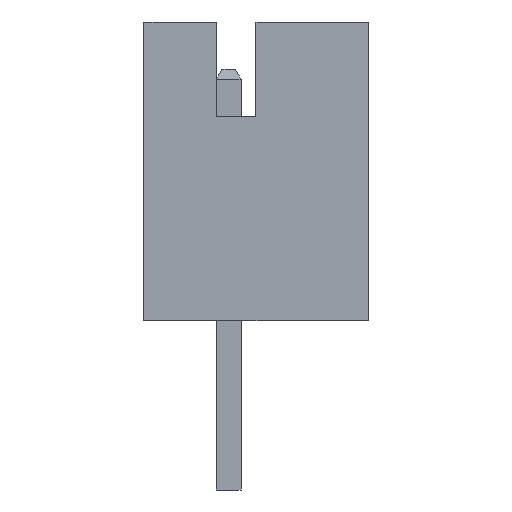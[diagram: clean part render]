
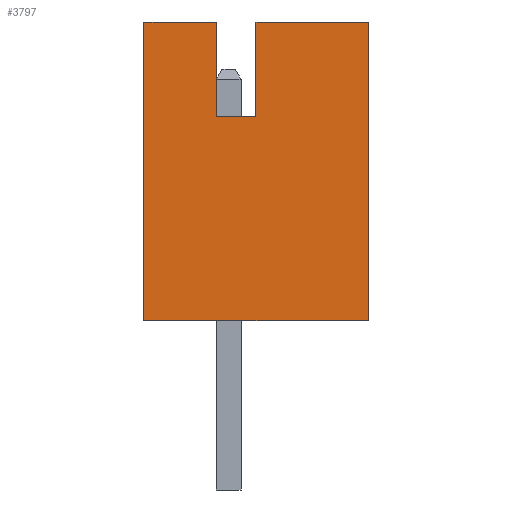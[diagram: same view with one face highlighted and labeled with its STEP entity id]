
A CAD part, left-side view. The second image highlights one B-rep face of the part: STEP entity #3797.
In plain terms, the highlighted planar face has unit normal (-1, 0, 0).
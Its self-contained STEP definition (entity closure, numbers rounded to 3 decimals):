
#3074=CARTESIAN_POINT('',(-11.95,-2.8,-0.0));
#3075=VERTEX_POINT('',#3074);
#3092=CARTESIAN_POINT('',(-11.95,-2.8,6.0));
#3093=VERTEX_POINT('',#3092);
#3100=CARTESIAN_POINT('',(-11.95,-2.8,3.0));
#3101=DIRECTION('',(0.0,-0.0,1.0));
#3102=VECTOR('',#3101,1.0);
#3103=LINE('',#3100,#3102);
#3104=EDGE_CURVE('n� 885',#3075,#3093,#3103,.T.);
#3468=CARTESIAN_POINT('',(-11.95,0.25,6.0));
#3469=VERTEX_POINT('',#3468);
#3476=CARTESIAN_POINT('',(-11.95,0.25,4.1));
#3477=VERTEX_POINT('',#3476);
#3478=CARTESIAN_POINT('',(-11.95,0.25,3.0));
#3479=DIRECTION('',(0.0,-0.0,1.0));
#3480=VECTOR('',#3479,1.0);
#3481=LINE('',#3478,#3480);
#3482=EDGE_CURVE('n� 881',#3477,#3469,#3481,.T.);
#3625=CARTESIAN_POINT('',(-11.95,-0.55,6.0));
#3626=VERTEX_POINT('',#3625);
#3633=CARTESIAN_POINT('',(-11.95,-0.55,6.0));
#3634=DIRECTION('',(0.0,1.0,0.0));
#3635=VECTOR('',#3634,1.0);
#3636=LINE('',#3633,#3635);
#3637=EDGE_CURVE('n� 884',#3093,#3626,#3636,.T.);
#3663=CARTESIAN_POINT('',(-11.95,-0.55,4.1));
#3664=VERTEX_POINT('',#3663);
#3671=CARTESIAN_POINT('',(-11.95,-0.55,3.0));
#3672=DIRECTION('',(-0.0,0.0,-1.0));
#3673=VECTOR('',#3672,1.0);
#3674=LINE('',#3671,#3673);
#3675=EDGE_CURVE('n� 883',#3626,#3664,#3674,.T.);
#3693=CARTESIAN_POINT('',(-11.95,-0.55,4.1));
#3694=DIRECTION('',(0.0,1.0,0.0));
#3695=VECTOR('',#3694,1.0);
#3696=LINE('',#3693,#3695);
#3697=EDGE_CURVE('n� 882',#3664,#3477,#3696,.T.);
#3740=CARTESIAN_POINT('',(-11.95,1.7,6.0));
#3741=VERTEX_POINT('',#3740);
#3748=CARTESIAN_POINT('',(-11.95,-0.55,6.0));
#3749=DIRECTION('',(0.0,1.0,0.0));
#3750=VECTOR('',#3749,1.0);
#3751=LINE('',#3748,#3750);
#3752=EDGE_CURVE('n� 880',#3469,#3741,#3751,.T.);
#3770=CARTESIAN_POINT('',(-11.95,1.7,0.0));
#3771=VERTEX_POINT('',#3770);
#3772=CARTESIAN_POINT('',(-11.95,1.7,3.0));
#3773=DIRECTION('',(0.0,0.0,-1.0));
#3774=VECTOR('',#3773,1.0);
#3775=LINE('',#3772,#3774);
#3776=EDGE_CURVE('n� 77',#3741,#3771,#3775,.T.);
#3777=ORIENTED_EDGE('',*,*,#3776,.T.);
#3778=CARTESIAN_POINT('',(-11.95,-0.55,-0.0));
#3779=DIRECTION('',(-0.0,-1.0,-0.0));
#3780=VECTOR('',#3779,1.0);
#3781=LINE('',#3778,#3780);
#3782=EDGE_CURVE('n� 726',#3771,#3075,#3781,.T.);
#3783=ORIENTED_EDGE('',*,*,#3782,.T.);
#3784=ORIENTED_EDGE('',*,*,#3104,.T.);
#3785=ORIENTED_EDGE('',*,*,#3637,.T.);
#3786=ORIENTED_EDGE('',*,*,#3675,.T.);
#3787=ORIENTED_EDGE('',*,*,#3697,.T.);
#3788=ORIENTED_EDGE('',*,*,#3482,.T.);
#3789=ORIENTED_EDGE('',*,*,#3752,.T.);
#3790=EDGE_LOOP('',(#3777,#3783,#3784,#3785,#3786,#3787,#3788,#3789));
#3791=FACE_OUTER_BOUND('',#3790,.T.);
#3792=CARTESIAN_POINT('',(-11.95,1.7,0.0));
#3793=DIRECTION('',(-1.0,-0.0,0.0));
#3794=DIRECTION('',(0.0,-1.0,-0.0));
#3795=AXIS2_PLACEMENT_3D('',#3792,#3793,#3794);
#3796=PLANE('',#3795);
#3797=ADVANCED_FACE('n� 876',(#3791),#3796,.T.);
